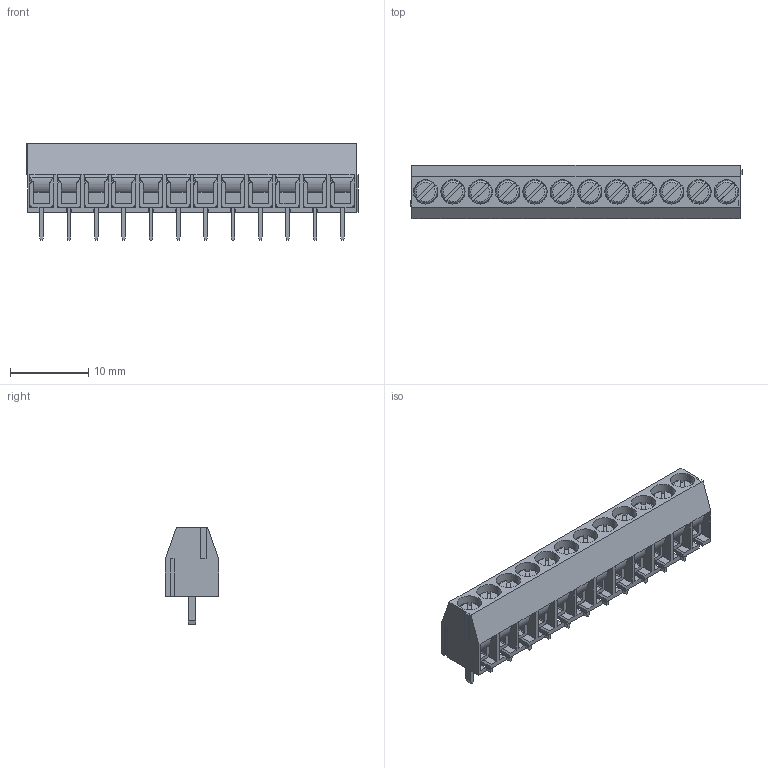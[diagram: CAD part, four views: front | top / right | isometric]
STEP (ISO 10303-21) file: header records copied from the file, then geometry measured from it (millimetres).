
FILE_DESCRIPTION(('FreeCAD Model'),'2;1');
FILE_NAME('Open CASCADE Shape Model','2023-02-18T22:12:41',( 'kicad StepUp'),('ksu MCAD'),'Open CASCADE STEP processor 7.6', 'FreeCAD','Unknown');
FILE_SCHEMA(('AUTOMOTIVE_DESIGN { 1 0 10303 214 1 1 1 1 }'));
Length unit declared in the file: millimetre
Products named in the file (41): PCB_Terminal_Block_12-P3.5; Body229; Body230; Body231; M1.6x4-Screw011; Body232; Body233; Body234; Body235; Body236; Body237; Body238; Body239; Body240; Body241; Body242; Body243; Body244; Body245; Body246; Body247; Body248; Body249; Body250; Body251; Body252; Body253; Body254; Body255; Body256; Body257; Body258; Body259; Body260; Body261; Body262; Body263; Body264; Body265; Body266 ...
Assembly tree (40 placements, depth 2):
  PCB_Terminal_Block_12-P3.5
    Body229
    Body230
    Body231
    M1.6x4-Screw011
    Body232
    Body233
    Body234
    Body235
    Body236
    Body237
    Body238
    Body239
    Body240
    Body241
    Body242
    Body243
    Body244
    Body245
    Body246
    Body247
    Body248
    Body249
    Body250
    Body251
    Body252
    Body253
    Body254
    Body255
    Body256
    Body257
    Body258
    Body259
    Body260
    Body261
    Body262
    Body263
    Body264
    Body265
    Body266
    Body267
Bounding box: 42.5 x 6.8 x 12.4 mm (x, y, z)
Volume: 1769.6 mm3; surface area: 5578.1 mm2
Topology: 40 solids, 40 shells, 1208 faces, 3269 edges, 2139 vertices
Faces by surface type: plane 794, cylinder 362, revolution 39, cone 13
Full cylindrical faces by diameter (mm): 1.25 x26, 1.6 x13, 1.8 x13, 2.1 x12, 3.1 x12
Entity records: 40922 total; most frequent: CARTESIAN_POINT 8750, ORIENTED_EDGE 6540, DIRECTION 6426, EDGE_CURVE 3269, LINE 2233, VECTOR 2233, VERTEX_POINT 2139, AXIS2_PLACEMENT_3D 2077
